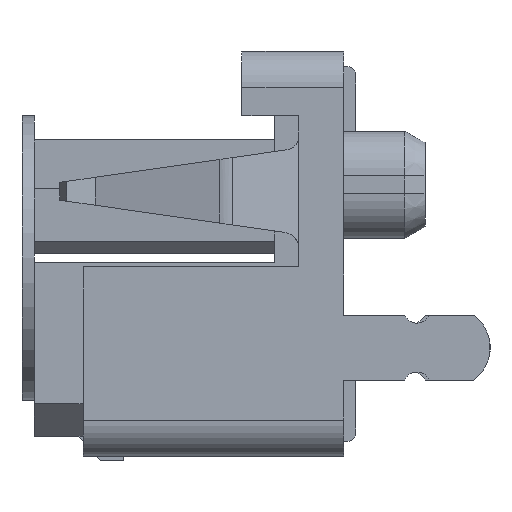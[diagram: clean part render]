
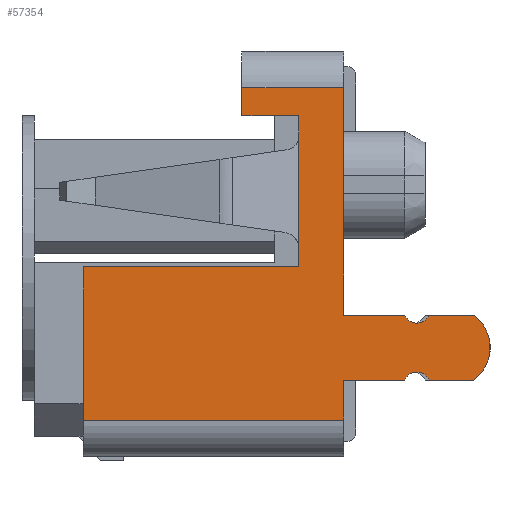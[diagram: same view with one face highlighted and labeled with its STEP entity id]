
A CAD part, left-side view. The second image highlights one B-rep face of the part: STEP entity #57354.
In plain terms, the highlighted planar face has unit normal (-1, 0, 0).
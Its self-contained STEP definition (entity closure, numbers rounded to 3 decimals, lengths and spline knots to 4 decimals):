
#542=CIRCLE('',#59969,0.1625);
#543=CIRCLE('',#59970,0.5);
#544=CIRCLE('',#59971,0.1625);
#2911=ORIENTED_EDGE('',*,*,#17985,.F.);
#2912=ORIENTED_EDGE('',*,*,#17986,.T.);
#2913=ORIENTED_EDGE('',*,*,#17987,.T.);
#2914=ORIENTED_EDGE('',*,*,#17988,.T.);
#2915=ORIENTED_EDGE('',*,*,#17683,.T.);
#2916=ORIENTED_EDGE('',*,*,#17989,.T.);
#2917=ORIENTED_EDGE('',*,*,#17960,.F.);
#2918=ORIENTED_EDGE('',*,*,#17990,.T.);
#2919=ORIENTED_EDGE('',*,*,#17790,.T.);
#2920=ORIENTED_EDGE('',*,*,#17991,.F.);
#2921=ORIENTED_EDGE('',*,*,#17992,.T.);
#2922=ORIENTED_EDGE('',*,*,#17993,.F.);
#2923=ORIENTED_EDGE('',*,*,#17994,.F.);
#2924=ORIENTED_EDGE('',*,*,#17995,.F.);
#2925=ORIENTED_EDGE('',*,*,#17996,.T.);
#2926=ORIENTED_EDGE('',*,*,#17997,.F.);
#2927=ORIENTED_EDGE('',*,*,#17786,.T.);
#2928=ORIENTED_EDGE('',*,*,#17998,.F.);
#17683=EDGE_CURVE('',#25153,#25151,#30300,.T.);
#17786=EDGE_CURVE('',#25223,#25222,#30401,.T.);
#17790=EDGE_CURVE('',#25227,#25226,#30405,.T.);
#17960=EDGE_CURVE('',#25390,#25379,#30566,.T.);
#17985=EDGE_CURVE('',#25405,#25406,#30586,.T.);
#17986=EDGE_CURVE('',#25405,#25407,#30587,.T.);
#17987=EDGE_CURVE('',#25407,#25408,#30588,.T.);
#17988=EDGE_CURVE('',#25408,#25153,#30589,.T.);
#17989=EDGE_CURVE('',#25151,#25379,#30590,.T.);
#17990=EDGE_CURVE('',#25390,#25227,#30591,.T.);
#17991=EDGE_CURVE('',#25409,#25226,#30592,.T.);
#17992=EDGE_CURVE('',#25409,#25410,#542,.T.);
#17993=EDGE_CURVE('',#25411,#25410,#30593,.T.);
#17994=EDGE_CURVE('',#25412,#25411,#543,.T.);
#17995=EDGE_CURVE('',#25413,#25412,#30594,.T.);
#17996=EDGE_CURVE('',#25413,#25414,#544,.T.);
#17997=EDGE_CURVE('',#25223,#25414,#30595,.T.);
#17998=EDGE_CURVE('',#25406,#25222,#30596,.T.);
#25151=VERTEX_POINT('',#78848);
#25153=VERTEX_POINT('',#78851);
#25222=VERTEX_POINT('',#79023);
#25223=VERTEX_POINT('',#79025);
#25226=VERTEX_POINT('',#79031);
#25227=VERTEX_POINT('',#79033);
#25379=VERTEX_POINT('',#79344);
#25390=VERTEX_POINT('',#79366);
#25405=VERTEX_POINT('',#79412);
#25406=VERTEX_POINT('',#79413);
#25407=VERTEX_POINT('',#79415);
#25408=VERTEX_POINT('',#79417);
#25409=VERTEX_POINT('',#79422);
#25410=VERTEX_POINT('',#79424);
#25411=VERTEX_POINT('',#79426);
#25412=VERTEX_POINT('',#79428);
#25413=VERTEX_POINT('',#79430);
#25414=VERTEX_POINT('',#79432);
#30300=LINE('',#78850,#37045);
#30401=LINE('',#79024,#37146);
#30405=LINE('',#79032,#37150);
#30566=LINE('',#79367,#37311);
#30586=LINE('',#79411,#37331);
#30587=LINE('',#79414,#37332);
#30588=LINE('',#79416,#37333);
#30589=LINE('',#79418,#37334);
#30590=LINE('',#79419,#37335);
#30591=LINE('',#79420,#37336);
#30592=LINE('',#79421,#37337);
#30593=LINE('',#79425,#37338);
#30594=LINE('',#79429,#37339);
#30595=LINE('',#79433,#37340);
#30596=LINE('',#79434,#37341);
#37045=VECTOR('',#64533,1000.);
#37146=VECTOR('',#64640,1000.);
#37150=VECTOR('',#64644,1000.);
#37311=VECTOR('',#64825,1000.);
#37331=VECTOR('',#64865,1000.);
#37332=VECTOR('',#64866,1000.);
#37333=VECTOR('',#64867,1000.);
#37334=VECTOR('',#64868,1000.);
#37335=VECTOR('',#64869,1000.);
#37336=VECTOR('',#64870,1000.);
#37337=VECTOR('',#64871,1000.);
#37338=VECTOR('',#64874,1000.);
#37339=VECTOR('',#64877,1000.);
#37340=VECTOR('',#64880,1000.);
#37341=VECTOR('',#64881,1000.);
#43014=EDGE_LOOP('',(#2911,#2912,#2913,#2914,#2915,#2916,#2917,#2918,#2919,
#2920,#2921,#2922,#2923,#2924,#2925,#2926,#2927,#2928));
#45591=FACE_BOUND('',#43014,.T.);
#48158=PLANE('',#59968);
#57354=ADVANCED_FACE('',(#45591),#48158,.F.);
#59968=AXIS2_PLACEMENT_3D('',#79410,#64863,#64864);
#59969=AXIS2_PLACEMENT_3D('',#79423,#64872,#64873);
#59970=AXIS2_PLACEMENT_3D('',#79427,#64875,#64876);
#59971=AXIS2_PLACEMENT_3D('',#79431,#64878,#64879);
#64533=DIRECTION('',(0.,0.,-1.));
#64640=DIRECTION('',(0.,0.,1.));
#64644=DIRECTION('',(0.,0.,1.));
#64825=DIRECTION('',(0.,0.,1.));
#64863=DIRECTION('',(1.,0.,0.));
#64864=DIRECTION('',(0.,0.,-1.));
#64865=DIRECTION('',(0.,0.,1.));
#64866=DIRECTION('',(0.,-1.,0.));
#64867=DIRECTION('',(0.,0.,-1.));
#64868=DIRECTION('',(0.,0.,-1.));
#64869=DIRECTION('',(0.,1.,0.));
#64870=DIRECTION('',(0.,-1.,0.));
#64871=DIRECTION('',(0.,1.,0.));
#64872=DIRECTION('',(1.,0.,0.));
#64873=DIRECTION('',(0.,0.,-1.));
#64874=DIRECTION('',(0.,1.,0.));
#64875=DIRECTION('',(1.,0.,0.));
#64876=DIRECTION('',(0.,0.,-1.));
#64877=DIRECTION('',(0.,-1.,0.));
#64878=DIRECTION('',(1.,0.,0.));
#64879=DIRECTION('',(0.,0.,-1.));
#64880=DIRECTION('',(0.,-1.,0.));
#64881=DIRECTION('',(0.,-1.,0.));
#78848=CARTESIAN_POINT('',(-10.075,0.55,-0.16));
#78850=CARTESIAN_POINT('',(-10.075,0.55,1.7));
#78851=CARTESIAN_POINT('',(-10.075,0.55,0.0666));
#79023=CARTESIAN_POINT('',(-10.075,0.,2.04));
#79024=CARTESIAN_POINT('',(-10.075,0.,-2.04));
#79025=CARTESIAN_POINT('',(-10.075,0.,-0.75));
#79031=CARTESIAN_POINT('',(-10.075,0.,-1.55));
#79032=CARTESIAN_POINT('',(-10.075,0.,-2.04));
#79033=CARTESIAN_POINT('',(-10.075,0.,-2.04));
#79344=CARTESIAN_POINT('',(-10.075,3.2,-0.16));
#79366=CARTESIAN_POINT('',(-10.075,3.2,-2.04));
#79367=CARTESIAN_POINT('',(-10.075,3.2,-2.04));
#79410=CARTESIAN_POINT('',(-10.075,3.2,-2.04));
#79411=CARTESIAN_POINT('',(-10.075,1.25,-2.04));
#79412=CARTESIAN_POINT('',(-10.075,1.25,1.7));
#79413=CARTESIAN_POINT('',(-10.075,1.25,2.04));
#79414=CARTESIAN_POINT('',(-10.075,1.25,1.7));
#79415=CARTESIAN_POINT('',(-10.075,0.55,1.7));
#79416=CARTESIAN_POINT('',(-10.075,0.55,1.7));
#79417=CARTESIAN_POINT('',(-10.075,0.55,1.4474));
#79418=CARTESIAN_POINT('',(-10.075,0.55,1.45));
#79419=CARTESIAN_POINT('',(-10.075,0.55,-0.16));
#79420=CARTESIAN_POINT('',(-10.075,3.2,-2.04));
#79421=CARTESIAN_POINT('',(-10.075,-0.75,-1.55));
#79422=CARTESIAN_POINT('',(-10.075,-0.75,-1.55));
#79423=CARTESIAN_POINT('',(-10.075,-0.9,-1.6125));
#79424=CARTESIAN_POINT('',(-10.075,-1.05,-1.55));
#79425=CARTESIAN_POINT('',(-10.075,-1.6,-1.55));
#79426=CARTESIAN_POINT('',(-10.075,-1.6,-1.55));
#79427=CARTESIAN_POINT('',(-10.075,-1.3,-1.15));
#79428=CARTESIAN_POINT('',(-10.075,-1.6,-0.75));
#79429=CARTESIAN_POINT('',(-10.075,-1.05,-0.75));
#79430=CARTESIAN_POINT('',(-10.075,-1.05,-0.75));
#79431=CARTESIAN_POINT('',(-10.075,-0.9,-0.6875));
#79432=CARTESIAN_POINT('',(-10.075,-0.75,-0.75));
#79433=CARTESIAN_POINT('',(-10.075,0.,-0.75));
#79434=CARTESIAN_POINT('',(-10.075,3.2,2.04));
